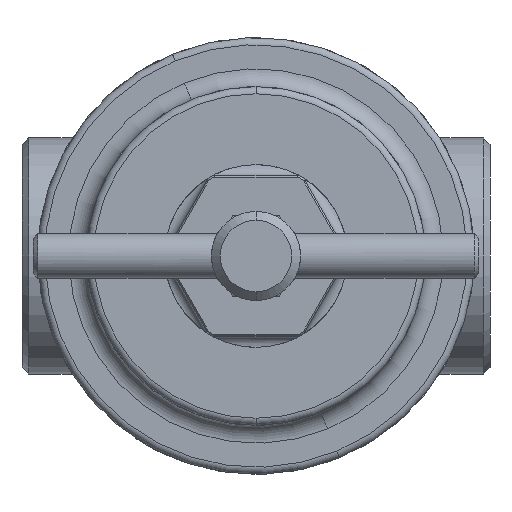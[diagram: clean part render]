
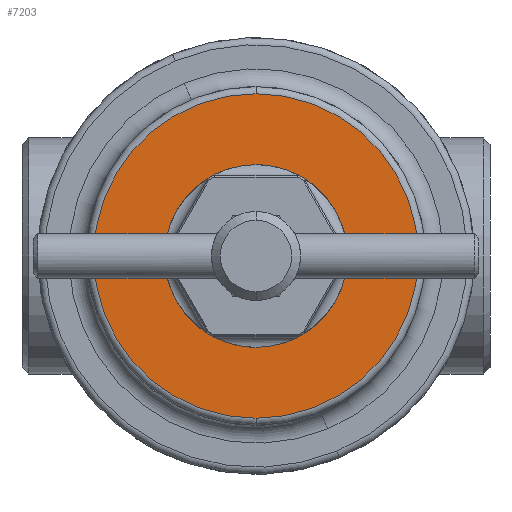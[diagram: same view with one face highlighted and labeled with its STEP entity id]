
A CAD part, front view. The second image highlights one B-rep face of the part: STEP entity #7203.
In plain terms, the highlighted planar face has unit normal (0, -1, 0).
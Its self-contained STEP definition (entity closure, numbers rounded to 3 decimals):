
#171 = ORIENTED_EDGE ( 'NONE', *, *, #16595, .F. ) ;
#2351 = AXIS2_PLACEMENT_3D ( 'NONE', #5423, #7771, #4062 ) ;
#3060 = VERTEX_POINT ( 'NONE', #6043 ) ;
#4062 = DIRECTION ( 'NONE',  ( 0., 0., -1. ) ) ;
#4176 = DIRECTION ( 'NONE',  ( 0., -1., 0. ) ) ;
#4345 = AXIS2_PLACEMENT_3D ( 'NONE', #14753, #4176, #15988 ) ;
#4880 = CARTESIAN_POINT ( 'NONE',  ( 0., -214.5, 20.5 ) ) ;
#5327 = CARTESIAN_POINT ( 'NONE',  ( 0., -214.5, 36.4 ) ) ;
#5423 = CARTESIAN_POINT ( 'NONE',  ( 0., -214.5, 0. ) ) ;
#5716 = DIRECTION ( 'NONE',  ( 0., 0., 1. ) ) ;
#5826 = PLANE ( 'NONE',  #13050 ) ;
#6043 = CARTESIAN_POINT ( 'NONE',  ( 0., -214.5, -20.5 ) ) ;
#6222 = DIRECTION ( 'NONE',  ( 0., -1., 0. ) ) ;
#6477 = EDGE_CURVE ( 'NONE', #15770, #10252, #13249, .T. ) ;
#6505 = ORIENTED_EDGE ( 'NONE', *, *, #12564, .T. ) ;
#6618 = CIRCLE ( 'NONE', #2351, 20.5 ) ;
#6645 = CIRCLE ( 'NONE', #8749, 20.5 ) ;
#6654 = CARTESIAN_POINT ( 'NONE',  ( 0., -214.5, -36.4 ) ) ;
#6802 = CARTESIAN_POINT ( 'NONE',  ( 0., -214.5, 0. ) ) ;
#7100 = DIRECTION ( 'NONE',  ( 0., 1., 0. ) ) ;
#7203 = ADVANCED_FACE ( 'NONE', ( #11836, #8969 ), #5826, .F. ) ;
#7771 = DIRECTION ( 'NONE',  ( 0., -1., 0. ) ) ;
#7780 = ORIENTED_EDGE ( 'NONE', *, *, #10434, .F. ) ;
#8749 = AXIS2_PLACEMENT_3D ( 'NONE', #10208, #6222, #16552 ) ;
#8969 = FACE_OUTER_BOUND ( 'NONE', #15285, .T. ) ;
#10208 = CARTESIAN_POINT ( 'NONE',  ( 0., -214.5, 0. ) ) ;
#10252 = VERTEX_POINT ( 'NONE', #5327 ) ;
#10434 = EDGE_CURVE ( 'NONE', #14560, #3060, #6618, .T. ) ;
#10835 = CIRCLE ( 'NONE', #4345, 36.4 ) ;
#11767 = AXIS2_PLACEMENT_3D ( 'NONE', #6802, #11972, #14377 ) ;
#11836 = FACE_BOUND ( 'NONE', #14220, .T. ) ;
#11972 = DIRECTION ( 'NONE',  ( 0., -1., 0. ) ) ;
#12564 = EDGE_CURVE ( 'NONE', #10252, #15770, #10835, .T. ) ;
#13050 = AXIS2_PLACEMENT_3D ( 'NONE', #14875, #7100, #5716 ) ;
#13145 = ORIENTED_EDGE ( 'NONE', *, *, #6477, .T. ) ;
#13249 = CIRCLE ( 'NONE', #11767, 36.4 ) ;
#14220 = EDGE_LOOP ( 'NONE', ( #171, #7780 ) ) ;
#14377 = DIRECTION ( 'NONE',  ( 0., 0., -1. ) ) ;
#14560 = VERTEX_POINT ( 'NONE', #4880 ) ;
#14753 = CARTESIAN_POINT ( 'NONE',  ( 0., -214.5, 0. ) ) ;
#14875 = CARTESIAN_POINT ( 'NONE',  ( -36.4, -214.5, 0. ) ) ;
#15285 = EDGE_LOOP ( 'NONE', ( #13145, #6505 ) ) ;
#15770 = VERTEX_POINT ( 'NONE', #6654 ) ;
#15988 = DIRECTION ( 'NONE',  ( 0., 0., -1. ) ) ;
#16552 = DIRECTION ( 'NONE',  ( 0., 0., -1. ) ) ;
#16595 = EDGE_CURVE ( 'NONE', #3060, #14560, #6645, .T. ) ;
